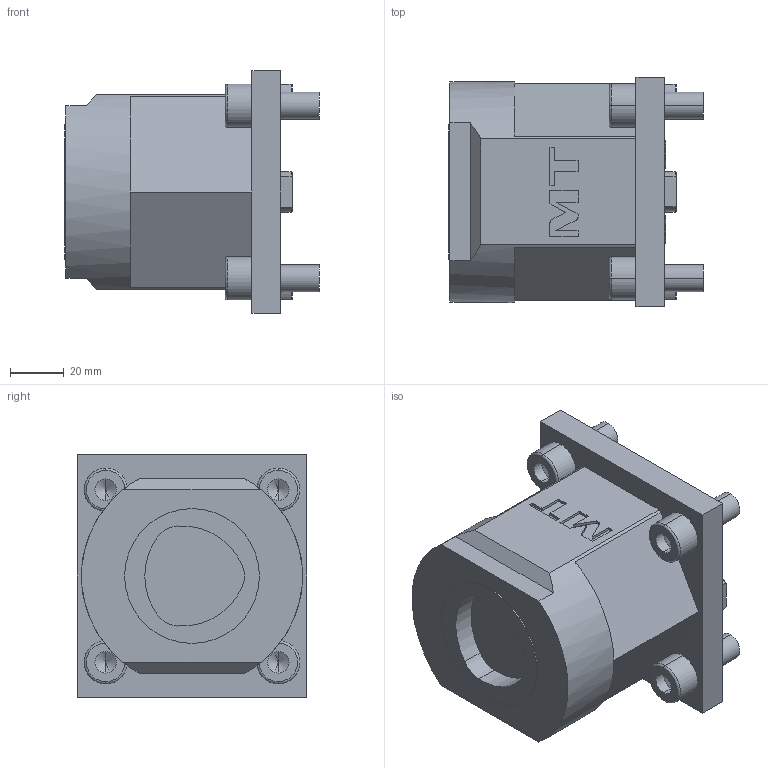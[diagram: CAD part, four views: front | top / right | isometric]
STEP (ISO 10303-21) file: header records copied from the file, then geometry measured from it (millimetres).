
FILE_DESCRIPTION((''),'2;1');
FILE_NAME('DWO2675010_CONF','2023-04-20T08:42:39',('gvalli'),('M.T. srl'),'CREO PARAMETRIC BY PTC INC, 2021072','CREO PARAMETRIC BY PTC INC, 2021072','');
FILE_SCHEMA(('CONFIG_CONTROL_DESIGN'));
Length unit declared in the file: millimetre
Products named in the file (1): DWO2675010_CONF
Bounding box: 94.5 x 85 x 90 mm (x, y, z)
Volume: 399909.4 mm3; surface area: 43430.5 mm2
Topology: 1 solids, 1 shells, 163 faces, 404 edges, 260 vertices
Faces by surface type: plane 89, cylinder 42, cone 16, torus 12, extrusion 4
Entity records: 4858 total; most frequent: CARTESIAN_POINT 917, DIRECTION 814, ORIENTED_EDGE 792, EDGE_CURVE 396, AXIS2_PLACEMENT_3D 283, VERTEX_POINT 260, VECTOR 248, LINE 244
